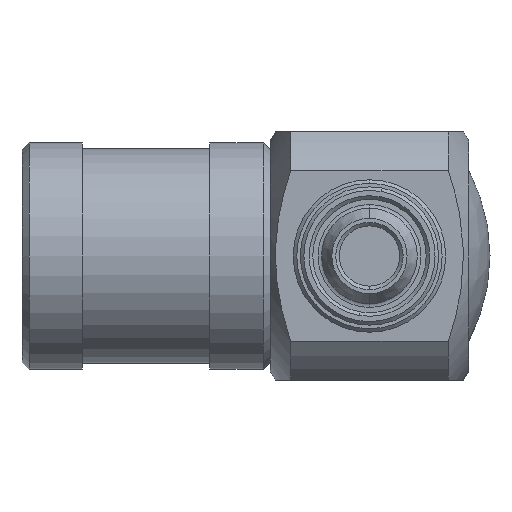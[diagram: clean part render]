
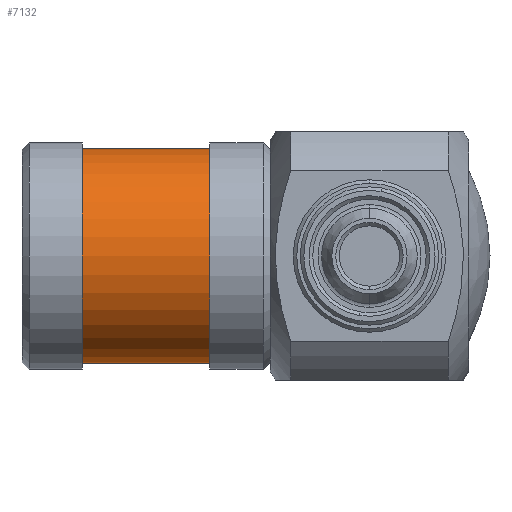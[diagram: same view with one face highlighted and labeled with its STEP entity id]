
A CAD part, front view. The second image highlights one B-rep face of the part: STEP entity #7132.
In plain terms, the highlighted cylindrical face has radius 3.025 mm (diameter 6.05 mm), a partial arc.
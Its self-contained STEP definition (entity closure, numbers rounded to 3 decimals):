
#64 = DIRECTION ( 'NONE',  ( 0., 0., 1. ) ) ;
#328 = CARTESIAN_POINT ( 'NONE',  ( -0.5, 0., -3.025 ) ) ;
#512 = VERTEX_POINT ( 'NONE', #7623 ) ;
#791 = CARTESIAN_POINT ( 'NONE',  ( 3.1, 0., 0. ) ) ;
#898 = ORIENTED_EDGE ( 'NONE', *, *, #1321, .F. ) ;
#1321 = EDGE_CURVE ( 'NONE', #512, #3686, #5577, .T. ) ;
#1424 = DIRECTION ( 'NONE',  ( 0., 0., 1. ) ) ;
#1631 = DIRECTION ( 'NONE',  ( -1., 0., 0. ) ) ;
#1693 = DIRECTION ( 'NONE',  ( -1., 0., 0. ) ) ;
#1774 = EDGE_CURVE ( 'NONE', #3686, #4829, #3185, .T. ) ;
#1956 = VERTEX_POINT ( 'NONE', #7726 ) ;
#2141 = EDGE_LOOP ( 'NONE', ( #898, #5147, #6103, #7169 ) ) ;
#2289 = CYLINDRICAL_SURFACE ( 'NONE', #4254, 3.025 ) ;
#2323 = VECTOR ( 'NONE', #1631, 1000. ) ;
#2649 = DIRECTION ( 'NONE',  ( -1., 0., 0. ) ) ;
#2868 = CIRCLE ( 'NONE', #6122, 3.025 ) ;
#2874 = EDGE_CURVE ( 'NONE', #512, #1956, #2868, .T. ) ;
#2961 = LINE ( 'NONE', #3527, #7692 ) ;
#3185 = CIRCLE ( 'NONE', #4498, 3.025 ) ;
#3527 = CARTESIAN_POINT ( 'NONE',  ( -2.863, 0., 3.025 ) ) ;
#3686 = VERTEX_POINT ( 'NONE', #328 ) ;
#3741 = CARTESIAN_POINT ( 'NONE',  ( -2.863, 0., 0. ) ) ;
#4254 = AXIS2_PLACEMENT_3D ( 'NONE', #3741, #5599, #64 ) ;
#4498 = AXIS2_PLACEMENT_3D ( 'NONE', #6358, #2649, #6987 ) ;
#4829 = VERTEX_POINT ( 'NONE', #4831 ) ;
#4831 = CARTESIAN_POINT ( 'NONE',  ( -0.5, 0., 3.025 ) ) ;
#5079 = DIRECTION ( 'NONE',  ( -1., 0., 0. ) ) ;
#5147 = ORIENTED_EDGE ( 'NONE', *, *, #2874, .T. ) ;
#5577 = LINE ( 'NONE', #7785, #2323 ) ;
#5599 = DIRECTION ( 'NONE',  ( -1., 0., 0. ) ) ;
#6103 = ORIENTED_EDGE ( 'NONE', *, *, #6248, .T. ) ;
#6122 = AXIS2_PLACEMENT_3D ( 'NONE', #791, #5079, #1424 ) ;
#6248 = EDGE_CURVE ( 'NONE', #1956, #4829, #2961, .T. ) ;
#6358 = CARTESIAN_POINT ( 'NONE',  ( -0.5, 0., 0. ) ) ;
#6987 = DIRECTION ( 'NONE',  ( 0., 0., 1. ) ) ;
#7132 = ADVANCED_FACE ( 'NONE', ( #7797 ), #2289, .T. ) ;
#7169 = ORIENTED_EDGE ( 'NONE', *, *, #1774, .F. ) ;
#7623 = CARTESIAN_POINT ( 'NONE',  ( 3.1, 0., -3.025 ) ) ;
#7692 = VECTOR ( 'NONE', #1693, 1000. ) ;
#7726 = CARTESIAN_POINT ( 'NONE',  ( 3.1, 0., 3.025 ) ) ;
#7785 = CARTESIAN_POINT ( 'NONE',  ( -2.863, 0., -3.025 ) ) ;
#7797 = FACE_OUTER_BOUND ( 'NONE', #2141, .T. ) ;
